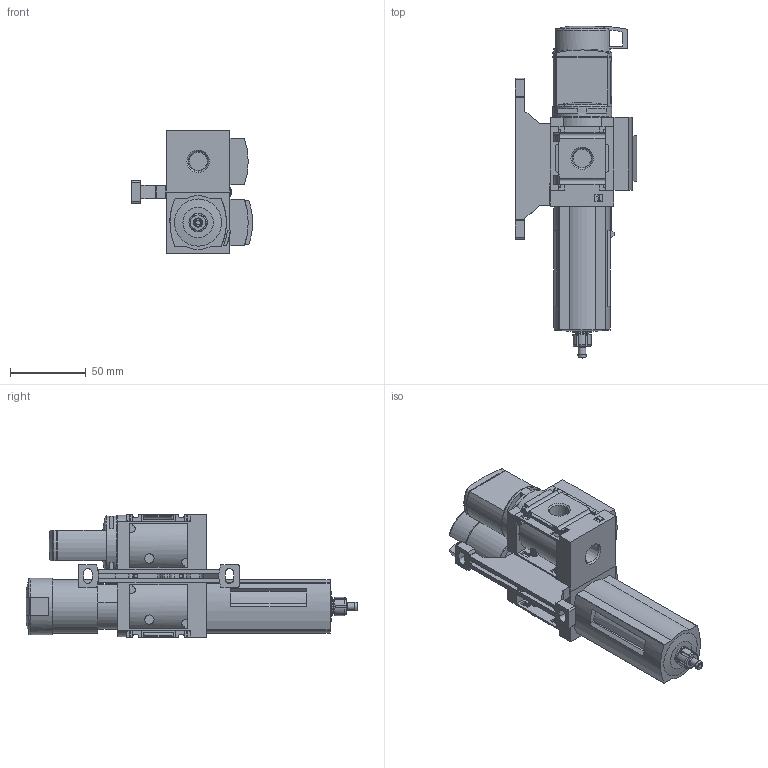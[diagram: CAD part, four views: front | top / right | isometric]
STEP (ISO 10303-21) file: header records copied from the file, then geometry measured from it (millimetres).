
FILE_DESCRIPTION(/* description */ ('STEP AP214'),/* implementation_level */ '2;1');
FILE_NAME(/* name */ '543565_MSB4N-1_4_C3J3-WP',/* time_stamp */ '2024-09-11T17:43:34+02:00',/* author */ ('License CC BY-ND 4.0'),/* organization */ ('CADENAS'),/* preprocessor_version */ 'ST-DEVELOPER v19.3',/* originating_system */ 'PARTsolutions',/* authorisation */ ' ');
FILE_SCHEMA (('AUTOMOTIVE_DESIGN {1 0 10303 214 3 1 1}'));
Length unit declared in the file: millimetre
Products named in the file (6): 543565 MSB4N-1/4:C3J3-WP; 541288 MS4N-EM1-1/4-BAR-1D; 527694 MS4N-LFR-1/4-D7-C-R-M-AS-1D; 526489 MS4-LFR-M; 8140202 MS4-WP1---(00wp); 8092760 MS4-MV-B---(42.7_high_m)
Assembly tree (5 placements, depth 2):
  543565 MSB4N-1/4:C3J3-WP
    541288 MS4N-EM1-1/4-BAR-1D
    527694 MS4N-LFR-1/4-D7-C-R-M-AS-1D
    526489 MS4-LFR-M
    8140202 MS4-WP1---(00wp)
    8092760 MS4-MV-B---(42.7_high_m)
Bounding box: 80 x 218.5 x 80.4 mm (x, y, z)
Volume: 397318.8 mm3; surface area: 73156.9 mm2
Topology: 5 solids, 5 shells, 779 faces, 2179 edges, 1438 vertices
Faces by surface type: plane 552, cylinder 178, cone 28, torus 17, sphere 4
Full cylindrical faces by diameter (mm): 2.459 x2, 2.55 x2, 3 x3, 5 x1, 5.6 x2, 6.1 x4, 12 x2, 35.2 x1, 37.2 x1, 38.8 x1
Entity records: 29396 total; most frequent: CARTESIAN_POINT 4608, ORIENTED_EDGE 4240, DIRECTION 4120, EDGE_CURVE 2120, LINE 1566, VECTOR 1566, VERTEX_POINT 1427, AXIS2_PLACEMENT_3D 1277
